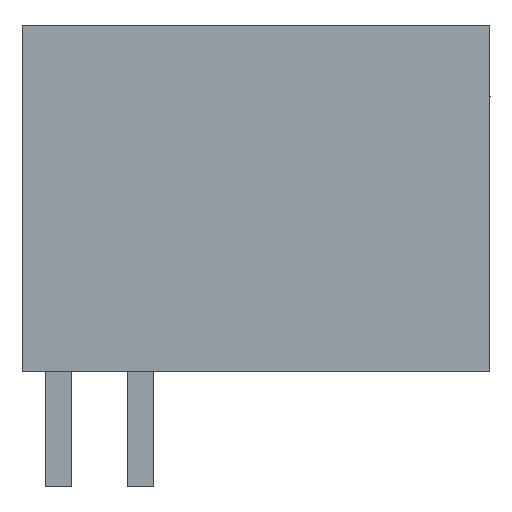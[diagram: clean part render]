
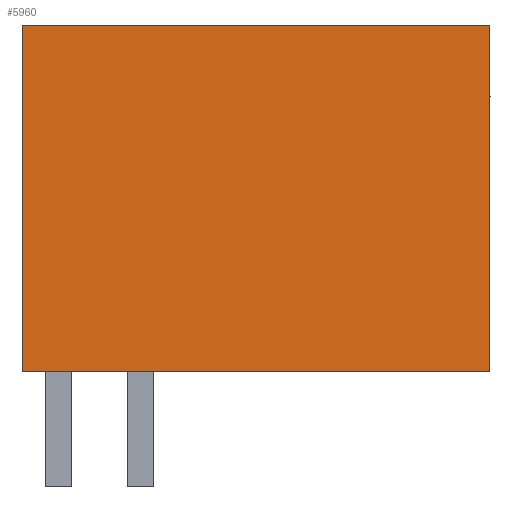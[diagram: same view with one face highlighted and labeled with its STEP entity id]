
A CAD part, left-side view. The second image highlights one B-rep face of the part: STEP entity #5960.
In plain terms, the highlighted planar face has unit normal (-1, 0, 0).
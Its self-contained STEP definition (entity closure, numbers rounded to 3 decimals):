
#5940=AXIS2_PLACEMENT_3D('Plane Axis2P3D',#5937,#5938,#5939) ;
#1640=CARTESIAN_POINT('Vertex',(0.,0.,14.)) ;
#1643=CARTESIAN_POINT('Line Origine',(0.,0.,8.75)) ;
#1647=CARTESIAN_POINT('Vertex',(0.,0.,3.5)) ;
#5046=CARTESIAN_POINT('Line Origine',(0.,7.1,14.)) ;
#5050=CARTESIAN_POINT('Vertex',(0.,14.2,14.)) ;
#5937=CARTESIAN_POINT('Axis2P3D Location',(0.,14.2,0.)) ;
#5942=CARTESIAN_POINT('Line Origine',(0.,7.1,3.5)) ;
#5946=CARTESIAN_POINT('Vertex',(0.,14.2,3.5)) ;
#5949=CARTESIAN_POINT('Line Origine',(0.,14.2,8.75)) ;
#1644=DIRECTION('Vector Direction',(0.,0.,-1.)) ;
#5047=DIRECTION('Vector Direction',(0.,-1.,0.)) ;
#5938=DIRECTION('Axis2P3D Direction',(-1.,0.,0.)) ;
#5939=DIRECTION('Axis2P3D XDirection',(0.,-1.,0.)) ;
#5943=DIRECTION('Vector Direction',(0.,-1.,0.)) ;
#5950=DIRECTION('Vector Direction',(0.,0.,-1.)) ;
#1645=VECTOR('Line Direction',#1644,1.) ;
#5048=VECTOR('Line Direction',#5047,1.) ;
#5944=VECTOR('Line Direction',#5943,1.) ;
#5951=VECTOR('Line Direction',#5950,1.) ;
#5955=ORIENTED_EDGE('',*,*,#5948,.T.) ;
#5956=ORIENTED_EDGE('',*,*,#1649,.T.) ;
#5957=ORIENTED_EDGE('',*,*,#5052,.T.) ;
#5958=ORIENTED_EDGE('',*,*,#5953,.T.) ;
#5960=ADVANCED_FACE('HOUSING',(#5959),#5941,.T.) ;
#1649=EDGE_CURVE('',#1648,#1641,#1646,.F.) ;
#5052=EDGE_CURVE('',#1641,#5051,#5049,.F.) ;
#5948=EDGE_CURVE('',#5947,#1648,#5945,.T.) ;
#5953=EDGE_CURVE('',#5051,#5947,#5952,.T.) ;
#5954=EDGE_LOOP('',(#5955,#5956,#5957,#5958)) ;
#5959=FACE_OUTER_BOUND('',#5954,.T.) ;
#1646=LINE('Line',#1643,#1645) ;
#5049=LINE('Line',#5046,#5048) ;
#5945=LINE('Line',#5942,#5944) ;
#5952=LINE('Line',#5949,#5951) ;
#5941=PLANE('',#5940) ;
#1641=VERTEX_POINT('',#1640) ;
#1648=VERTEX_POINT('',#1647) ;
#5051=VERTEX_POINT('',#5050) ;
#5947=VERTEX_POINT('',#5946) ;
